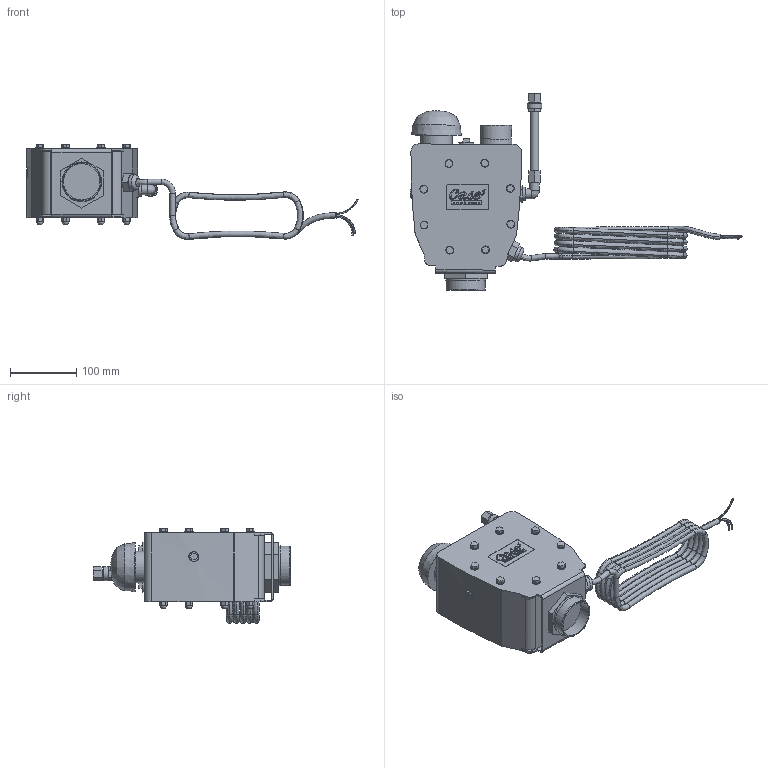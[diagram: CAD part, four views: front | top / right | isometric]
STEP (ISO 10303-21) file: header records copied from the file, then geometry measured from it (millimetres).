
FILE_DESCRIPTION(/* description */ (''),/* implementation_level */ '2;1');
FILE_NAME(/* name */ '57435_vario switch 15_überprüft.stp',/* time_stamp */ '2015-05-21T10:24:15+02:00',/* author */ ('guzb562'),/* organization */ (''),/* preprocessor_version */ 'ST-DEVELOPER v15.6',/* originating_system */ 'Autodesk Inventor 2015',/* authorisation */ '');
FILE_SCHEMA (('AUTOMOTIVE_DESIGN { 1 0 10303 214 3 1 1 }'));
Length unit declared in the file: millimetre
Products named in the file (3): vario switch 15; kabel_1_; 57435 Vario Switch_015
Assembly tree (2 placements, depth 2):
  57435 Vario Switch_015
    vario switch 15
    kabel_1_
Bounding box: 501.56 x 297.89 x 143.26 mm (x, y, z)
Volume: 3349324 mm3; surface area: 250025.4 mm2
Topology: 2 solids, 4 shells, 579 faces, 1470 edges, 967 vertices
Faces by surface type: plane 360, bspline 156, cylinder 52, sphere 8, cone 2, torus 1
Full cylindrical faces by diameter (mm): 3.115 x1, 11.7 x8, 12.18 x2, 14.726 x1, 14.898 x2, 19.897 x1, 21.648 x1, 22 x2, 23.18 x1, 40 x2, 46.57 x1, 47.8 x2, 55 x1, 59.6 x1, 60 x1
Entity records: 34126 total; most frequent: CARTESIAN_POINT 20815, ORIENTED_EDGE 2808, DIRECTION 2224, EDGE_CURVE 1404, VERTEX_POINT 942, LINE 916, VECTOR 916, EDGE_LOOP 692
